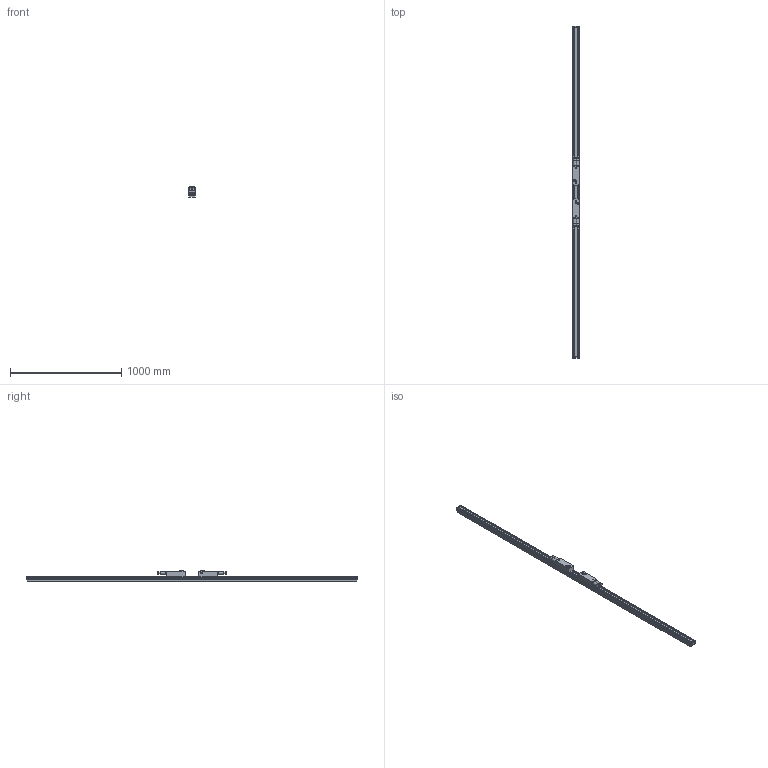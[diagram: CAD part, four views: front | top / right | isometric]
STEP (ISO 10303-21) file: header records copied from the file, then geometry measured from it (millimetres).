
FILE_DESCRIPTION(/* description */ (''),/* implementation_level */ '2;1');
FILE_NAME(/* name */ 'SVAC30152C210.stp',/* time_stamp */ '2024-03-07T09:37:25+01:00',/* author */ ('enginyeria2'),/* organization */ (''),/* preprocessor_version */ 'ST-DEVELOPER v20',/* originating_system */ 'Autodesk Inventor 2024',/* authorisation */ '');
FILE_SCHEMA (('AUTOMOTIVE_DESIGN { 1 0 10303 214 3 1 1 }'));
Length unit declared in the file: centimetre
Products named in the file (1): Pieza2
Bounding box: 61.7 x 2984 x 94.5 mm (x, y, z)
Volume: 7758773.1 mm3; surface area: 1189763.7 mm2
Topology: 1 solids, 127 shells, 1408 faces, 2604 edges, 1513 vertices
Faces by surface type: plane 1006, cylinder 330, cone 46, sphere 16, torus 10
Full cylindrical faces by diameter (mm): 1 x118, 5 x12, 6 x4, 6.5 x4, 7 x4, 8 x8, 8.2 x2, 9.35 x2, 11.34 x4, 11.89 x2, 12.14 x2, 12.15 x2, 13 x2, 14.195 x4, 14.4 x4, 14.5 x4, 16 x4, 21.6 x4, 25 x8
Entity records: 35312 total; most frequent: DIRECTION 6370, CARTESIAN_POINT 5730, ORIENTED_EDGE 5200, EDGE_CURVE 2600, AXIS2_PLACEMENT_3D 2445, VERTEX_POINT 1510, EDGE_LOOP 1488, LINE 1480
